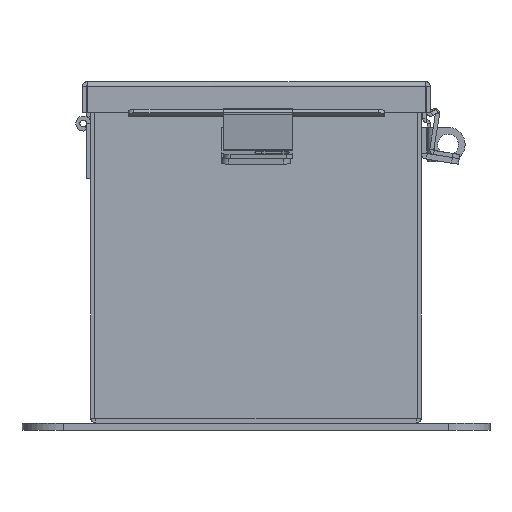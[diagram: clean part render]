
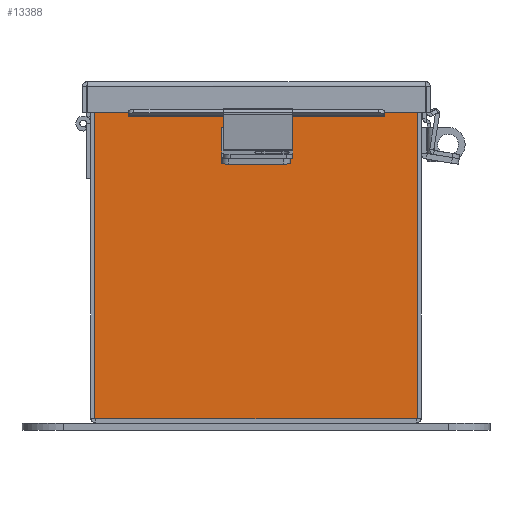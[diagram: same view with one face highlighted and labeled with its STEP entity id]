
A CAD part, front view. The second image highlights one B-rep face of the part: STEP entity #13388.
In plain terms, the highlighted face is planar.
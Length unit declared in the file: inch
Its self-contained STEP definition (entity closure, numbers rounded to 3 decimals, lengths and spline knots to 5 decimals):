
#39 = VECTOR ( 'NONE', #8436, 39.37008 ) ;
#75 = CARTESIAN_POINT ( 'NONE',  ( -2.60097, 0., 2.87495 ) ) ;
#129 = ORIENTED_EDGE ( 'NONE', *, *, #4996, .F. ) ;
#247 = CARTESIAN_POINT ( 'NONE',  ( 0., 0., 0. ) ) ;
#649 = CARTESIAN_POINT ( 'NONE',  ( 2.9253, 0., -2.9253 ) ) ;
#778 = LINE ( 'NONE', #1538, #39 ) ;
#818 = VECTOR ( 'NONE', #3675, 39.37008 ) ;
#844 = EDGE_LOOP ( 'NONE', ( #10160, #11815, #1512, #8556, #6618, #129, #4672, #1263, #7571, #7164, #2367, #4578 ) ) ;
#906 = CARTESIAN_POINT ( 'NONE',  ( 2.60098, 0., 2.87495 ) ) ;
#1244 = DIRECTION ( 'NONE',  ( 0., 0., -1. ) ) ;
#1263 = ORIENTED_EDGE ( 'NONE', *, *, #3852, .T. ) ;
#1370 = DIRECTION ( 'NONE',  ( 0., 0., 1. ) ) ;
#1512 = ORIENTED_EDGE ( 'NONE', *, *, #5911, .F. ) ;
#1538 = CARTESIAN_POINT ( 'NONE',  ( 2.61965, 0., 0. ) ) ;
#1668 = LINE ( 'NONE', #2702, #13564 ) ;
#1730 = VECTOR ( 'NONE', #11570, 39.37008 ) ;
#1775 = CARTESIAN_POINT ( 'NONE',  ( -2.9253, 0., 2.9253 ) ) ;
#1913 = AXIS2_PLACEMENT_3D ( 'NONE', #906, #8934, #2057 ) ;
#2057 = DIRECTION ( 'NONE',  ( 0., 0., -1. ) ) ;
#2208 = VERTEX_POINT ( 'NONE', #11514 ) ;
#2245 = DIRECTION ( 'NONE',  ( 0., 0., -1. ) ) ;
#2367 = ORIENTED_EDGE ( 'NONE', *, *, #8410, .T. ) ;
#2377 = LINE ( 'NONE', #1775, #4010 ) ;
#2702 = CARTESIAN_POINT ( 'NONE',  ( -2.9253, 0., -2.9253 ) ) ;
#2754 = VERTEX_POINT ( 'NONE', #14286 ) ;
#2837 = DIRECTION ( 'NONE',  ( 1., 0., 0. ) ) ;
#2866 = VERTEX_POINT ( 'NONE', #649 ) ;
#2959 = VERTEX_POINT ( 'NONE', #8829 ) ;
#3259 = EDGE_CURVE ( 'NONE', #9619, #2959, #778, .T. ) ;
#3522 = CARTESIAN_POINT ( 'NONE',  ( -2.61965, 0., 2.87495 ) ) ;
#3675 = DIRECTION ( 'NONE',  ( 0., 0., -1. ) ) ;
#3852 = EDGE_CURVE ( 'NONE', #9619, #2208, #9672, .T. ) ;
#4010 = VECTOR ( 'NONE', #6337, 39.37008 ) ;
#4578 = ORIENTED_EDGE ( 'NONE', *, *, #9984, .T. ) ;
#4672 = ORIENTED_EDGE ( 'NONE', *, *, #3259, .F. ) ;
#4730 = EDGE_CURVE ( 'NONE', #2208, #2866, #6936, .T. ) ;
#4793 = CARTESIAN_POINT ( 'NONE',  ( -2.5823, 0., 2.9123 ) ) ;
#4955 = VECTOR ( 'NONE', #12430, 39.37008 ) ;
#4996 = EDGE_CURVE ( 'NONE', #2959, #13588, #11803, .T. ) ;
#5293 = CARTESIAN_POINT ( 'NONE',  ( -2.61965, 0., 2.9253 ) ) ;
#5911 = EDGE_CURVE ( 'NONE', #11888, #6095, #14107, .T. ) ;
#5938 = LINE ( 'NONE', #5983, #8990 ) ;
#5983 = CARTESIAN_POINT ( 'NONE',  ( 2.5823, 0., 0. ) ) ;
#5997 = EDGE_CURVE ( 'NONE', #6095, #9303, #10314, .T. ) ;
#6047 = DIRECTION ( 'NONE',  ( 0., 0., -1. ) ) ;
#6095 = VERTEX_POINT ( 'NONE', #9441 ) ;
#6120 = CARTESIAN_POINT ( 'NONE',  ( -2.5823, 0., 2.9123 ) ) ;
#6171 = EDGE_CURVE ( 'NONE', #2866, #9362, #1668, .T. ) ;
#6337 = DIRECTION ( 'NONE',  ( 0., 0., 1. ) ) ;
#6618 = ORIENTED_EDGE ( 'NONE', *, *, #9397, .F. ) ;
#6856 = EDGE_CURVE ( 'NONE', #9303, #13599, #14143, .T. ) ;
#6936 = LINE ( 'NONE', #7156, #818 ) ;
#7156 = CARTESIAN_POINT ( 'NONE',  ( 2.9253, 0., 2.9253 ) ) ;
#7164 = ORIENTED_EDGE ( 'NONE', *, *, #6171, .T. ) ;
#7553 = CARTESIAN_POINT ( 'NONE',  ( 2.61965, 0., 2.9253 ) ) ;
#7571 = ORIENTED_EDGE ( 'NONE', *, *, #4730, .T. ) ;
#7772 = CARTESIAN_POINT ( 'NONE',  ( 2.5823, 0., 2.9123 ) ) ;
#7983 = CARTESIAN_POINT ( 'NONE',  ( -2.5823, 0., 0. ) ) ;
#8135 = DIRECTION ( 'NONE',  ( 0., 1., 0. ) ) ;
#8410 = EDGE_CURVE ( 'NONE', #9362, #2754, #2377, .T. ) ;
#8436 = DIRECTION ( 'NONE',  ( 0., 0., -1. ) ) ;
#8556 = ORIENTED_EDGE ( 'NONE', *, *, #8718, .T. ) ;
#8718 = EDGE_CURVE ( 'NONE', #11888, #13067, #9191, .T. ) ;
#8829 = CARTESIAN_POINT ( 'NONE',  ( 2.61965, 0., 2.87495 ) ) ;
#8833 = VECTOR ( 'NONE', #10523, 39.37008 ) ;
#8934 = DIRECTION ( 'NONE',  ( 0., 1., 0. ) ) ;
#8990 = VECTOR ( 'NONE', #1370, 39.37008 ) ;
#9191 = LINE ( 'NONE', #4793, #8833 ) ;
#9303 = VERTEX_POINT ( 'NONE', #3522 ) ;
#9355 = CARTESIAN_POINT ( 'NONE',  ( -2.9253, 0., -2.9253 ) ) ;
#9362 = VERTEX_POINT ( 'NONE', #9355 ) ;
#9397 = EDGE_CURVE ( 'NONE', #13588, #13067, #5938, .T. ) ;
#9441 = CARTESIAN_POINT ( 'NONE',  ( -2.5823, 0., 2.87495 ) ) ;
#9619 = VERTEX_POINT ( 'NONE', #7553 ) ;
#9672 = LINE ( 'NONE', #13222, #10034 ) ;
#9984 = EDGE_CURVE ( 'NONE', #2754, #13599, #13985, .T. ) ;
#10034 = VECTOR ( 'NONE', #2837, 39.37008 ) ;
#10160 = ORIENTED_EDGE ( 'NONE', *, *, #6856, .F. ) ;
#10314 = CIRCLE ( 'NONE', #11452, 0.01868 ) ;
#10416 = CARTESIAN_POINT ( 'NONE',  ( -2.9253, 0., 2.9253 ) ) ;
#10523 = DIRECTION ( 'NONE',  ( 1., 0., 0. ) ) ;
#10640 = PLANE ( 'NONE',  #13612 ) ;
#11036 = CARTESIAN_POINT ( 'NONE',  ( 2.5823, 0., 2.87495 ) ) ;
#11263 = CARTESIAN_POINT ( 'NONE',  ( -2.61965, 0., 0. ) ) ;
#11310 = FACE_OUTER_BOUND ( 'NONE', #844, .T. ) ;
#11452 = AXIS2_PLACEMENT_3D ( 'NONE', #75, #8135, #1244 ) ;
#11514 = CARTESIAN_POINT ( 'NONE',  ( 2.9253, 0., 2.9253 ) ) ;
#11570 = DIRECTION ( 'NONE',  ( 1., 0., 0. ) ) ;
#11771 = VECTOR ( 'NONE', #2245, 39.37008 ) ;
#11803 = CIRCLE ( 'NONE', #1913, 0.01868 ) ;
#11815 = ORIENTED_EDGE ( 'NONE', *, *, #5997, .F. ) ;
#11888 = VERTEX_POINT ( 'NONE', #6120 ) ;
#12430 = DIRECTION ( 'NONE',  ( 0., 0., 1. ) ) ;
#12964 = DIRECTION ( 'NONE',  ( 0., -1., 0. ) ) ;
#13067 = VERTEX_POINT ( 'NONE', #7772 ) ;
#13096 = DIRECTION ( 'NONE',  ( -1., 0., 0. ) ) ;
#13222 = CARTESIAN_POINT ( 'NONE',  ( -2.9253, 0., 2.9253 ) ) ;
#13388 = ADVANCED_FACE ( 'NONE', ( #11310 ), #10640, .F. ) ;
#13564 = VECTOR ( 'NONE', #13096, 39.37008 ) ;
#13588 = VERTEX_POINT ( 'NONE', #11036 ) ;
#13599 = VERTEX_POINT ( 'NONE', #5293 ) ;
#13612 = AXIS2_PLACEMENT_3D ( 'NONE', #247, #12964, #6047 ) ;
#13985 = LINE ( 'NONE', #10416, #1730 ) ;
#14107 = LINE ( 'NONE', #7983, #11771 ) ;
#14143 = LINE ( 'NONE', #11263, #4955 ) ;
#14286 = CARTESIAN_POINT ( 'NONE',  ( -2.9253, 0., 2.9253 ) ) ;
